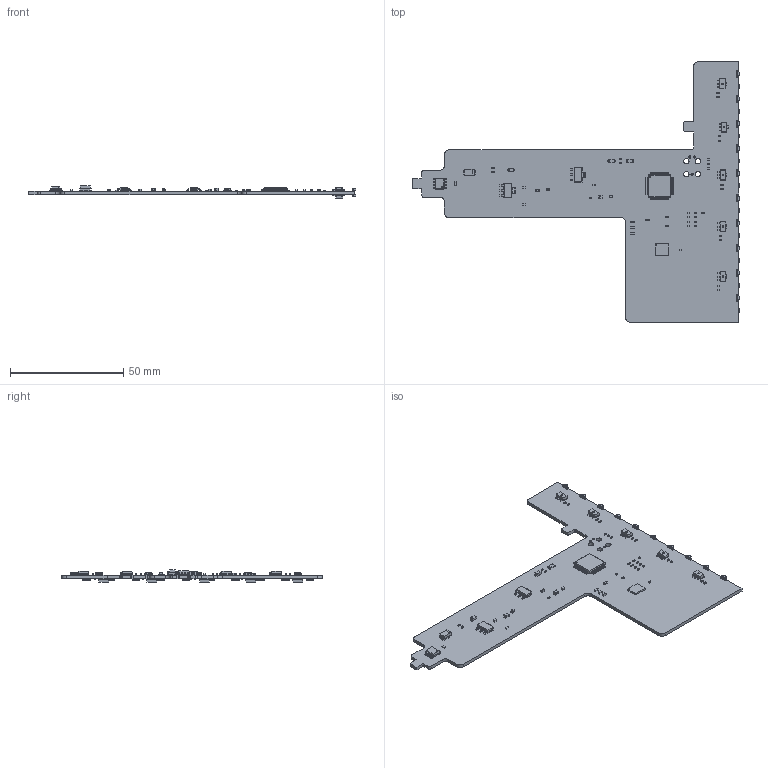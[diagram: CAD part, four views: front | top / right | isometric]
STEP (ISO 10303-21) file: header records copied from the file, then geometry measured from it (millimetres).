
FILE_DESCRIPTION(('KiCad electronic assembly'),'2;1');
FILE_NAME('frodo_fancyfins.step','2025-04-08T16:21:49',('Pcbnew'),( 'Kicad'),'Open CASCADE STEP processor 7.8','KiCad to STEP converter' ,'Unknown');
FILE_SCHEMA(('AUTOMOTIVE_DESIGN { 1 0 10303 214 1 1 1 1 }'));
Length unit declared in the file: millimetre
Products named in the file (22): frodo_fancyfins 1; R_0402_1005Metric; C_0603_1608Metric; D_SOD-123F; R_0603_1608Metric; C_0402_1005Metric; STP_WL-ICLED_1313210530000; Contacts; Body; Resin; SOT-223; SOT-89-3; frodo_fancyfins 1.18.1; LQFP-64_10x10mm_P0.5mm; C_0805_2012Metric; LED_0603_1608Metric; Fuse_1206_3216Metric; L_0603_1608Metric; SOIC-8_3.9x4.9mm_P1.27mm; WSON-8-1EP_6x5mm_P1.27mm_EP3.4x4.3mm; D_SMA; frodo_fancyfins_PCB
Assembly tree (96 placements, depth 3):
  frodo_fancyfins 1
    R_0402_1005Metric  x8
    C_0603_1608Metric  x5
    D_SOD-123F  x2
    R_0603_1608Metric  x2
    C_0402_1005Metric  x32
    STP_WL-ICLED_1313210530000  x20
      Contacts
      Body
      Resin
    SOT-223  x2
    SOT-89-3  x10
      frodo_fancyfins 1.18.1
    LQFP-64_10x10mm_P0.5mm
    C_0805_2012Metric  x2
    LED_0603_1608Metric  x2
    Fuse_1206_3216Metric
    L_0603_1608Metric
    SOIC-8_3.9x4.9mm_P1.27mm
    WSON-8-1EP_6x5mm_P1.27mm_EP3.4x4.3mm
    D_SMA
    frodo_fancyfins_PCB
Bounding box: 144.8 x 115 x 5.42 mm (x, y, z)
Volume: 11318.2 mm3; surface area: 17104 mm2
Topology: 392 solids, 392 shells, 6112 faces, 15175 edges, 9946 vertices
Faces by surface type: plane 4752, cylinder 1150, bspline 210
Full cylindrical faces by diameter (mm): 0.1 x20, 0.35 x1, 0.5 x1, 0.6 x1, 0.7 x10, 0.991 x3, 2.375 x4
Entity records: 77113 total; most frequent: CARTESIAN_POINT 14737, ORIENTED_EDGE 10426, DIRECTION 9784, EDGE_CURVE 5213, LINE 4118, VECTOR 4118, VERTEX_POINT 3336, AXIS2_PLACEMENT_3D 2833
